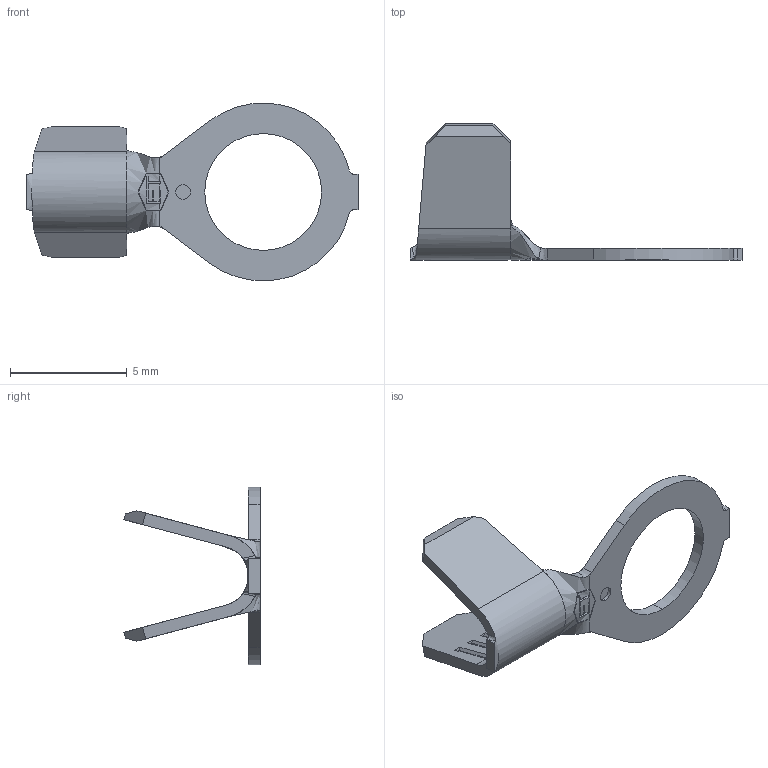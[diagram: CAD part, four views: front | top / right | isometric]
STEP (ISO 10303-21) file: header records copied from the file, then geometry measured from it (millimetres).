
FILE_DESCRIPTION (( 'STEP AP203' ), '1' );
FILE_NAME ('00837.STEP', '2015-02-06T14:02:00', ( '' ), ( '' ), 'SwSTEP 2.0', 'SolidWorks 2014', '' );
FILE_SCHEMA (( 'CONFIG_CONTROL_DESIGN' ));
Length unit declared in the file: inch
Products named in the file (1): 00837
Bounding box: 14.22 x 5.84 x 7.62 mm (x, y, z)
Volume: 41.5 mm3; surface area: 207.1 mm2
Topology: 1 solids, 1 shells, 135 faces, 359 edges, 228 vertices
Faces by surface type: plane 93, cylinder 19, bspline 15, cone 8
Entity records: 4556 total; most frequent: CARTESIAN_POINT 1293, ORIENTED_EDGE 718, DIRECTION 571, EDGE_CURVE 359, VECTOR 257, LINE 257, VERTEX_POINT 228, AXIS2_PLACEMENT_3D 157
